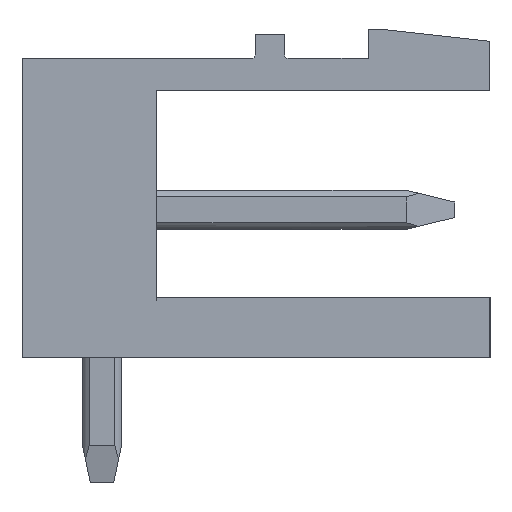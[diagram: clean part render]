
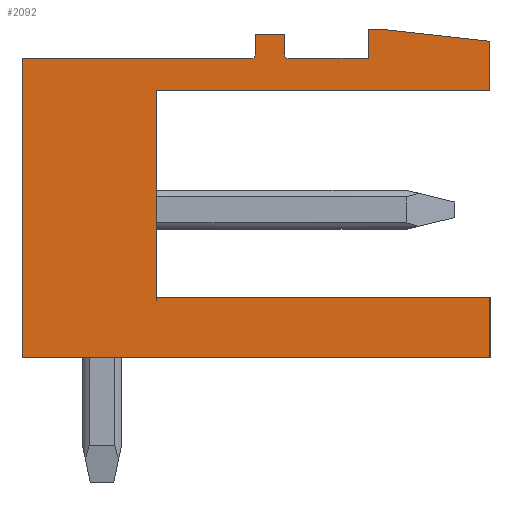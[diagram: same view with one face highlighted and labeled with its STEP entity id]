
A CAD part, left-side view. The second image highlights one B-rep face of the part: STEP entity #2092.
In plain terms, the highlighted planar face has unit normal (-1, 0, 0).
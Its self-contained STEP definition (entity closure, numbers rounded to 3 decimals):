
#476=AXIS2_PLACEMENT_3D('Circle Axis2P3D',#474,#475,$) ;
#607=AXIS2_PLACEMENT_3D('Circle Axis2P3D',#605,#606,$) ;
#2033=AXIS2_PLACEMENT_3D('Plane Axis2P3D',#2030,#2031,#2032) ;
#49=CARTESIAN_POINT('Vertex',(0.,2.8,11.63)) ;
#52=CARTESIAN_POINT('Line Origine',(0.,1.4,11.475)) ;
#56=CARTESIAN_POINT('Vertex',(0.,0.,11.32)) ;
#87=CARTESIAN_POINT('Vertex',(0.,3.12,11.63)) ;
#90=CARTESIAN_POINT('Line Origine',(0.,2.96,11.63)) ;
#398=CARTESIAN_POINT('Vertex',(0.,3.12,10.88)) ;
#401=CARTESIAN_POINT('Line Origine',(0.,3.12,11.255)) ;
#471=CARTESIAN_POINT('Vertex',(0.,5.27,10.98)) ;
#474=CARTESIAN_POINT('Axis2P3D Location',(0.,5.17,10.98)) ;
#478=CARTESIAN_POINT('Vertex',(0.,5.17,10.88)) ;
#509=CARTESIAN_POINT('Vertex',(0.,5.27,11.5)) ;
#512=CARTESIAN_POINT('Line Origine',(0.,5.27,11.24)) ;
#540=CARTESIAN_POINT('Vertex',(0.,6.02,11.5)) ;
#543=CARTESIAN_POINT('Line Origine',(0.,5.645,11.5)) ;
#571=CARTESIAN_POINT('Vertex',(0.,6.02,10.98)) ;
#574=CARTESIAN_POINT('Line Origine',(0.,6.02,11.24)) ;
#602=CARTESIAN_POINT('Vertex',(0.,6.12,10.88)) ;
#605=CARTESIAN_POINT('Axis2P3D Location',(0.,6.12,10.98)) ;
#633=CARTESIAN_POINT('Vertex',(0.,12.,10.88)) ;
#636=CARTESIAN_POINT('Line Origine',(0.,9.06,10.88)) ;
#664=CARTESIAN_POINT('Vertex',(0.,12.,3.2)) ;
#667=CARTESIAN_POINT('Line Origine',(0.,12.,7.04)) ;
#695=CARTESIAN_POINT('Vertex',(0.,0.,3.2)) ;
#698=CARTESIAN_POINT('Line Origine',(0.,6.,3.2)) ;
#2030=CARTESIAN_POINT('Axis2P3D Location',(0.,0.,0.)) ;
#2035=CARTESIAN_POINT('Line Origine',(0.,8.55,7.4)) ;
#2039=CARTESIAN_POINT('Vertex',(0.,8.55,4.74)) ;
#2041=CARTESIAN_POINT('Vertex',(0.,8.55,10.06)) ;
#2044=CARTESIAN_POINT('Line Origine',(0.,4.275,10.06)) ;
#2048=CARTESIAN_POINT('Vertex',(0.,0.,10.06)) ;
#2051=CARTESIAN_POINT('Line Origine',(0.,0.,10.69)) ;
#2056=CARTESIAN_POINT('Line Origine',(0.,4.145,10.88)) ;
#2061=CARTESIAN_POINT('Line Origine',(0.,0.,3.97)) ;
#2065=CARTESIAN_POINT('Vertex',(0.,0.,4.74)) ;
#2068=CARTESIAN_POINT('Line Origine',(0.,4.275,4.74)) ;
#53=DIRECTION('Vector Direction',(0.,0.994,0.11)) ;
#91=DIRECTION('Vector Direction',(0.,-1.,0.)) ;
#402=DIRECTION('Vector Direction',(0.,0.,-1.)) ;
#475=DIRECTION('Axis2P3D Direction',(-1.,0.,0.)) ;
#513=DIRECTION('Vector Direction',(0.,0.,-1.)) ;
#544=DIRECTION('Vector Direction',(0.,1.,0.)) ;
#575=DIRECTION('Vector Direction',(0.,0.,-1.)) ;
#606=DIRECTION('Axis2P3D Direction',(-1.,0.,0.)) ;
#637=DIRECTION('Vector Direction',(0.,1.,0.)) ;
#668=DIRECTION('Vector Direction',(0.,0.,-1.)) ;
#699=DIRECTION('Vector Direction',(0.,1.,0.)) ;
#2031=DIRECTION('Axis2P3D Direction',(-1.,0.,0.)) ;
#2032=DIRECTION('Axis2P3D XDirection',(0.,-1.,0.)) ;
#2036=DIRECTION('Vector Direction',(0.,0.,-1.)) ;
#2045=DIRECTION('Vector Direction',(0.,1.,0.)) ;
#2052=DIRECTION('Vector Direction',(0.,0.,1.)) ;
#2057=DIRECTION('Vector Direction',(0.,1.,0.)) ;
#2062=DIRECTION('Vector Direction',(0.,0.,-1.)) ;
#2069=DIRECTION('Vector Direction',(0.,-1.,0.)) ;
#54=VECTOR('Line Direction',#53,1.) ;
#92=VECTOR('Line Direction',#91,1.) ;
#403=VECTOR('Line Direction',#402,1.) ;
#514=VECTOR('Line Direction',#513,1.) ;
#545=VECTOR('Line Direction',#544,1.) ;
#576=VECTOR('Line Direction',#575,1.) ;
#638=VECTOR('Line Direction',#637,1.) ;
#669=VECTOR('Line Direction',#668,1.) ;
#700=VECTOR('Line Direction',#699,1.) ;
#2037=VECTOR('Line Direction',#2036,1.) ;
#2046=VECTOR('Line Direction',#2045,1.) ;
#2053=VECTOR('Line Direction',#2052,1.) ;
#2058=VECTOR('Line Direction',#2057,1.) ;
#2063=VECTOR('Line Direction',#2062,1.) ;
#2070=VECTOR('Line Direction',#2069,1.) ;
#2074=ORIENTED_EDGE('',*,*,#2043,.T.) ;
#2075=ORIENTED_EDGE('',*,*,#2050,.T.) ;
#2076=ORIENTED_EDGE('',*,*,#2055,.T.) ;
#2077=ORIENTED_EDGE('',*,*,#58,.T.) ;
#2078=ORIENTED_EDGE('',*,*,#94,.T.) ;
#2079=ORIENTED_EDGE('',*,*,#405,.T.) ;
#2080=ORIENTED_EDGE('',*,*,#2060,.T.) ;
#2081=ORIENTED_EDGE('',*,*,#480,.T.) ;
#2082=ORIENTED_EDGE('',*,*,#516,.T.) ;
#2083=ORIENTED_EDGE('',*,*,#547,.T.) ;
#2084=ORIENTED_EDGE('',*,*,#578,.T.) ;
#2085=ORIENTED_EDGE('',*,*,#609,.T.) ;
#2086=ORIENTED_EDGE('',*,*,#640,.T.) ;
#2087=ORIENTED_EDGE('',*,*,#671,.T.) ;
#2088=ORIENTED_EDGE('',*,*,#702,.T.) ;
#2089=ORIENTED_EDGE('',*,*,#2067,.T.) ;
#2090=ORIENTED_EDGE('',*,*,#2072,.T.) ;
#2092=ADVANCED_FACE('Housing',(#2091),#2034,.T.) ;
#477=CIRCLE('generated circle',#476,0.1) ;
#608=CIRCLE('generated circle',#607,0.1) ;
#58=EDGE_CURVE('',#57,#50,#55,.T.) ;
#94=EDGE_CURVE('',#50,#88,#93,.F.) ;
#405=EDGE_CURVE('',#88,#399,#404,.T.) ;
#480=EDGE_CURVE('',#479,#472,#477,.F.) ;
#516=EDGE_CURVE('',#472,#510,#515,.F.) ;
#547=EDGE_CURVE('',#510,#541,#546,.T.) ;
#578=EDGE_CURVE('',#541,#572,#577,.T.) ;
#609=EDGE_CURVE('',#572,#603,#608,.F.) ;
#640=EDGE_CURVE('',#603,#634,#639,.T.) ;
#671=EDGE_CURVE('',#634,#665,#670,.T.) ;
#702=EDGE_CURVE('',#665,#696,#701,.F.) ;
#2043=EDGE_CURVE('',#2040,#2042,#2038,.F.) ;
#2050=EDGE_CURVE('',#2042,#2049,#2047,.F.) ;
#2055=EDGE_CURVE('',#2049,#57,#2054,.T.) ;
#2060=EDGE_CURVE('',#399,#479,#2059,.T.) ;
#2067=EDGE_CURVE('',#696,#2066,#2064,.F.) ;
#2072=EDGE_CURVE('',#2066,#2040,#2071,.F.) ;
#2073=EDGE_LOOP('',(#2074,#2075,#2076,#2077,#2078,#2079,#2080,#2081,#2082,#2083,#2084,#2085,#2086,#2087,#2088,#2089,#2090)) ;
#2091=FACE_OUTER_BOUND('',#2073,.T.) ;
#55=LINE('Line',#52,#54) ;
#93=LINE('Line',#90,#92) ;
#404=LINE('Line',#401,#403) ;
#515=LINE('Line',#512,#514) ;
#546=LINE('Line',#543,#545) ;
#577=LINE('Line',#574,#576) ;
#639=LINE('Line',#636,#638) ;
#670=LINE('Line',#667,#669) ;
#701=LINE('Line',#698,#700) ;
#2038=LINE('Line',#2035,#2037) ;
#2047=LINE('Line',#2044,#2046) ;
#2054=LINE('Line',#2051,#2053) ;
#2059=LINE('Line',#2056,#2058) ;
#2064=LINE('Line',#2061,#2063) ;
#2071=LINE('Line',#2068,#2070) ;
#2034=PLANE('',#2033) ;
#50=VERTEX_POINT('',#49) ;
#57=VERTEX_POINT('',#56) ;
#88=VERTEX_POINT('',#87) ;
#399=VERTEX_POINT('',#398) ;
#472=VERTEX_POINT('',#471) ;
#479=VERTEX_POINT('',#478) ;
#510=VERTEX_POINT('',#509) ;
#541=VERTEX_POINT('',#540) ;
#572=VERTEX_POINT('',#571) ;
#603=VERTEX_POINT('',#602) ;
#634=VERTEX_POINT('',#633) ;
#665=VERTEX_POINT('',#664) ;
#696=VERTEX_POINT('',#695) ;
#2040=VERTEX_POINT('',#2039) ;
#2042=VERTEX_POINT('',#2041) ;
#2049=VERTEX_POINT('',#2048) ;
#2066=VERTEX_POINT('',#2065) ;
